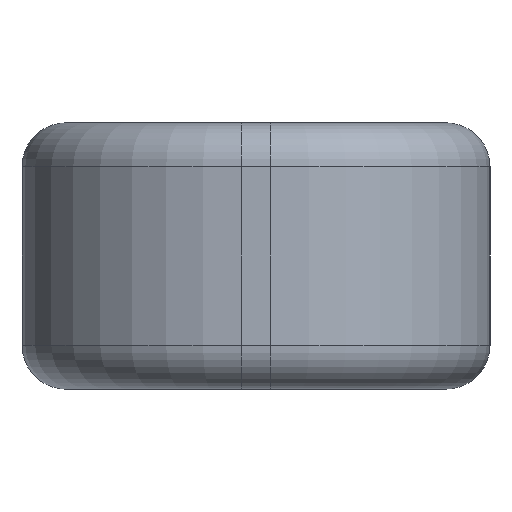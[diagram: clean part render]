
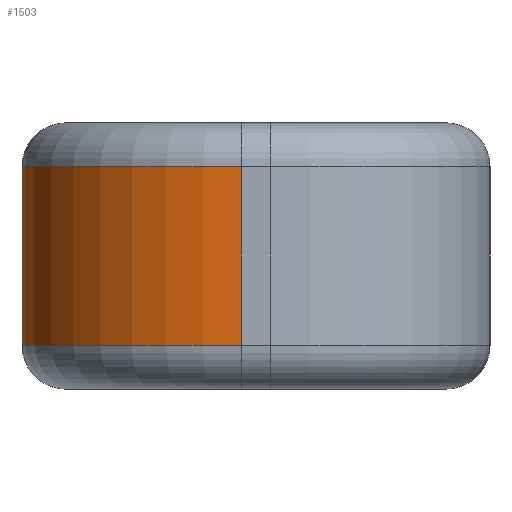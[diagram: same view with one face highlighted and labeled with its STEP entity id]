
A CAD part, left-side view. The second image highlights one B-rep face of the part: STEP entity #1503.
In plain terms, the highlighted cylindrical face has radius 7.5 mm (diameter 15 mm), a partial arc.
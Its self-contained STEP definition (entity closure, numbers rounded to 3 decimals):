
#66=LINE('',#2377,#206);
#67=LINE('',#2378,#207);
#206=VECTOR('',#1878,10.);
#207=VECTOR('',#1879,10.);
#344=CYLINDRICAL_SURFACE('',#1647,7.5);
#397=FACE_OUTER_BOUND('',#497,.T.);
#497=EDGE_LOOP('',(#1065,#1066,#1067,#1068));
#615=CIRCLE('',#1638,7.5);
#620=CIRCLE('',#1644,7.5);
#699=VERTEX_POINT('',#2356);
#701=VERTEX_POINT('',#2359);
#705=VERTEX_POINT('',#2368);
#706=VERTEX_POINT('',#2370);
#829=EDGE_CURVE('',#701,#699,#615,.F.);
#834=EDGE_CURVE('',#706,#705,#620,.F.);
#838=EDGE_CURVE('',#699,#706,#66,.T.);
#839=EDGE_CURVE('',#705,#701,#67,.T.);
#1065=ORIENTED_EDGE('',*,*,#829,.T.);
#1066=ORIENTED_EDGE('',*,*,#838,.T.);
#1067=ORIENTED_EDGE('',*,*,#834,.T.);
#1068=ORIENTED_EDGE('',*,*,#839,.T.);
#1503=ADVANCED_FACE('',(#397),#344,.T.);
#1638=AXIS2_PLACEMENT_3D('',#2360,#1856,#1857);
#1644=AXIS2_PLACEMENT_3D('',#2371,#1868,#1869);
#1647=AXIS2_PLACEMENT_3D('',#2376,#1876,#1877);
#1856=DIRECTION('center_axis',(0.,0.,1.));
#1857=DIRECTION('ref_axis',(-1.,0.,0.));
#1868=DIRECTION('center_axis',(0.,0.,-1.));
#1869=DIRECTION('ref_axis',(0.,1.,0.));
#1876=DIRECTION('center_axis',(0.,0.,1.));
#1877=DIRECTION('ref_axis',(-0.707,0.707,0.));
#1878=DIRECTION('',(0.,0.,-1.));
#1879=DIRECTION('',(0.,0.,1.));
#2356=CARTESIAN_POINT('',(7.5,16.,7.6));
#2359=CARTESIAN_POINT('',(0.,8.5,7.6));
#2360=CARTESIAN_POINT('Origin',(7.5,8.5,7.6));
#2368=CARTESIAN_POINT('',(0.,8.5,1.5));
#2370=CARTESIAN_POINT('',(7.5,16.,1.5));
#2371=CARTESIAN_POINT('Origin',(7.5,8.5,1.5));
#2376=CARTESIAN_POINT('Origin',(7.5,8.5,0.));
#2377=CARTESIAN_POINT('',(7.5,16.,0.));
#2378=CARTESIAN_POINT('',(0.,8.5,0.));
